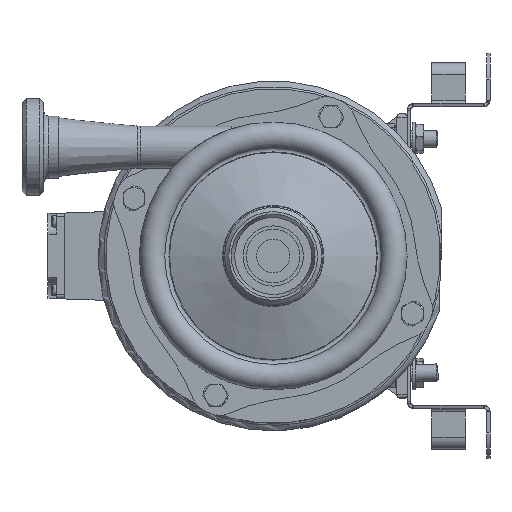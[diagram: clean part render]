
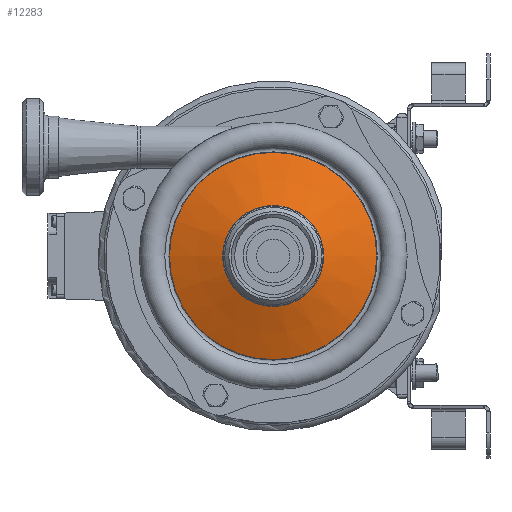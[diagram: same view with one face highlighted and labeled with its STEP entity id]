
A CAD part, left-side view. The second image highlights one B-rep face of the part: STEP entity #12283.
In plain terms, the highlighted conical face has half-angle 70.019 degrees and reference radius 46.203 mm.
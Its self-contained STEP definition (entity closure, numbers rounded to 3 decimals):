
#12283=ADVANCED_FACE('',(#24133,#24135),#24137,.T.);
#24133=FACE_OUTER_BOUND('',#24134,.T.);
#24134=EDGE_LOOP('',(#30024));
#24135=FACE_OUTER_BOUND('',#24136,.T.);
#24136=EDGE_LOOP('',(#30025));
#24137=CONICAL_SURFACE('',#24138,46.204,1.222);
#24138=AXIS2_PLACEMENT_3D('',#24139,#24140,#24141);
#24139=CARTESIAN_POINT('',(-39.084,0.,0.));
#24140=DIRECTION('',(1.,0.,0.));
#24141=DIRECTION('',(0.,1.,0.));
#30024=ORIENTED_EDGE('',*,*,#33103,.F.);
#30025=ORIENTED_EDGE('',*,*,#33105,.T.);
#33103=EDGE_CURVE('',#37454,#37454,#37455,.T.);
#33105=EDGE_CURVE('',#37458,#37458,#37459,.T.);
#37454=VERTEX_POINT('',#59771);
#37455=CIRCLE('',#59772,62.215);
#37458=VERTEX_POINT('',#59781);
#37459=CIRCLE('',#59782,30.192);
#59771=CARTESIAN_POINT('',(-33.262,62.215,0.));
#59772=AXIS2_PLACEMENT_3D('',#59773,#59774,#59775);
#59773=CARTESIAN_POINT('',(-33.262,0.,0.));
#59774=DIRECTION('',(1.,-0.,0.));
#59775=DIRECTION('',(0.,1.,0.));
#59781=CARTESIAN_POINT('',(-44.906,30.192,0.));
#59782=AXIS2_PLACEMENT_3D('',#59783,#59784,#59785);
#59783=CARTESIAN_POINT('',(-44.906,0.,0.));
#59784=DIRECTION('',(1.,0.,0.));
#59785=DIRECTION('',(0.,1.,0.));
